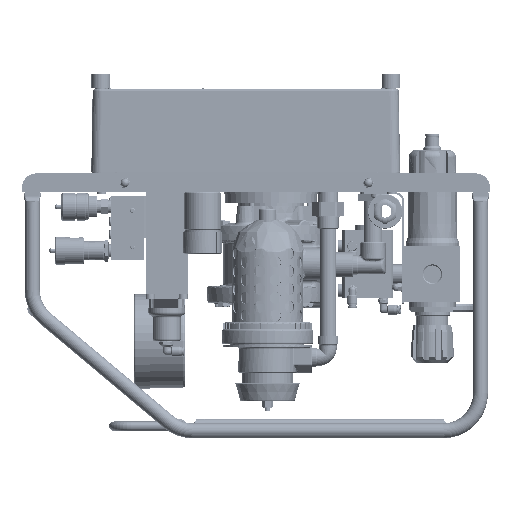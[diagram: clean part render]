
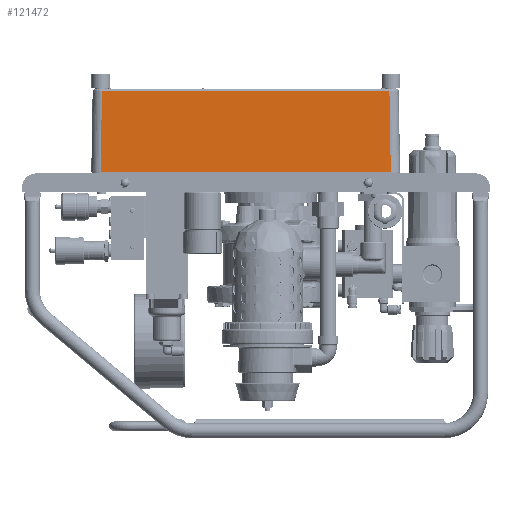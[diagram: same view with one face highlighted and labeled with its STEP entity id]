
A CAD part, left-side view. The second image highlights one B-rep face of the part: STEP entity #121472.
In plain terms, the highlighted face is planar.
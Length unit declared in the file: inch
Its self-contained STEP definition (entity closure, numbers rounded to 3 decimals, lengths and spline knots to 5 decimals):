
#11860=PLANE('',#138596);
#18274=FACE_OUTER_BOUND('',#26113,.T.);
#26113=EDGE_LOOP('',(#111428,#111429,#111430,#111431));
#34159=LINE('',#241755,#41960);
#34188=LINE('',#241973,#41989);
#34189=LINE('',#241977,#41990);
#34196=LINE('',#241999,#41997);
#41960=VECTOR('',#172026,30.70695);
#41989=VECTOR('',#172113,8.65587);
#41990=VECTOR('',#172118,31.00029);
#41997=VECTOR('',#172137,8.65587);
#60258=VERTEX_POINT('',#241682);
#60262=VERTEX_POINT('',#241753);
#60302=VERTEX_POINT('',#241972);
#60303=VERTEX_POINT('',#241976);
#77411=EDGE_CURVE('',#60262,#60258,#34159,.T.);
#77461=EDGE_CURVE('',#60258,#60302,#34188,.T.);
#77463=EDGE_CURVE('',#60303,#60302,#34189,.T.);
#77475=EDGE_CURVE('',#60303,#60262,#34196,.T.);
#111428=ORIENTED_EDGE('',*,*,#77411,.F.);
#111429=ORIENTED_EDGE('',*,*,#77475,.F.);
#111430=ORIENTED_EDGE('',*,*,#77463,.T.);
#111431=ORIENTED_EDGE('',*,*,#77461,.F.);
#121472=ADVANCED_FACE('',(#18274),#11860,.F.);
#138596=AXIS2_PLACEMENT_3D('',#242001,#172140,#172141);
#172026=DIRECTION('',(1.,0.,0.));
#172113=DIRECTION('',(0.017,0.017,1.));
#172118=DIRECTION('',(1.,0.,0.));
#172137=DIRECTION('',(0.017,-0.017,-1.));
#172140=DIRECTION('center_axis',(0.,-1.,0.017));
#172141=DIRECTION('ref_axis',(0.,-0.017,-1.));
#241682=CARTESIAN_POINT('',(71.51981,42.47855,0.19661));
#241753=CARTESIAN_POINT('',(40.81286,42.47855,0.19661));
#241755=CARTESIAN_POINT('',(40.81286,42.47855,0.19661));
#241972=CARTESIAN_POINT('',(71.66648,42.62522,8.85));
#241973=CARTESIAN_POINT('',(71.51981,42.47855,0.19661));
#241976=CARTESIAN_POINT('',(40.66619,42.62522,8.85));
#241977=CARTESIAN_POINT('',(40.66619,42.62522,8.85));
#241999=CARTESIAN_POINT('',(40.66619,42.62522,8.85));
#242001=CARTESIAN_POINT('Origin',(72.66633,42.62522,8.85));
